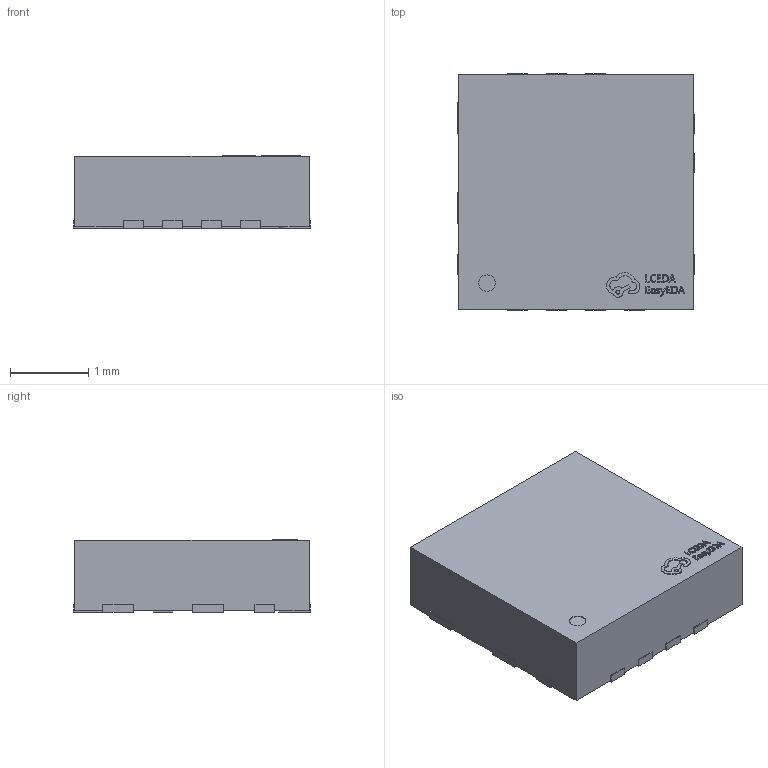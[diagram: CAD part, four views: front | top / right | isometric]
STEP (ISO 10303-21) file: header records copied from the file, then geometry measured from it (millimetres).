
FILE_DESCRIPTION (( 'STEP AP214' ), '1' );
FILE_NAME ('VQFN-HR-10_L3.0-W3.0_TI_RPA.STEP', '2024-05-02T01:26:56', ( '' ), ( '' ), 'SwSTEP 2.0', 'SolidWorks 2020', '' );
FILE_SCHEMA (( 'AUTOMOTIVE_DESIGN' ));
Length unit declared in the file: millimetre
Products named in the file (1): VQFN-HR-10_L3.0-W3.0_TI_RPA
Bounding box: 3.02 x 3.02 x 0.93 mm (x, y, z)
Volume: 8.2 mm3; surface area: 29.4 mm2
Topology: 1 solids, 1 shells, 323 faces, 903 edges, 602 vertices
Faces by surface type: plane 211, bspline 98, cylinder 14
Entity records: 14384 total; most frequent: CARTESIAN_POINT 3135, ORIENTED_EDGE 1806, DIRECTION 1183, EDGE_CURVE 903, LINE 675, VECTOR 675, VERTEX_POINT 602, EDGE_LOOP 343
